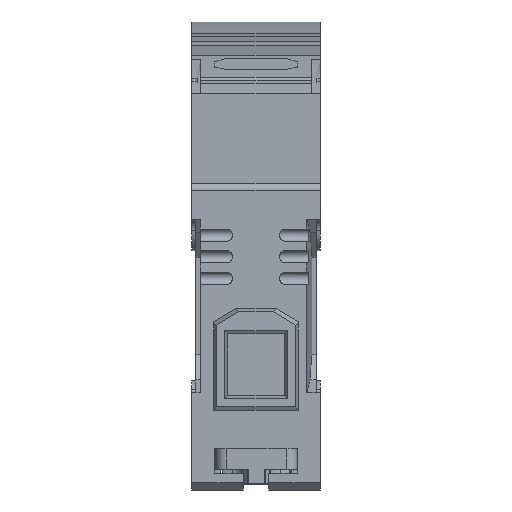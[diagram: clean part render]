
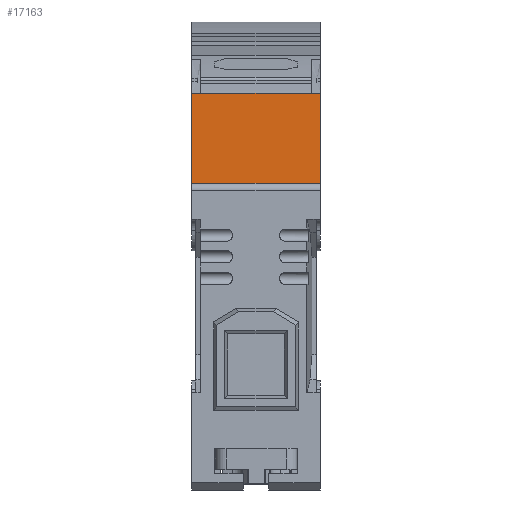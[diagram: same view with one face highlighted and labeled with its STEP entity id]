
A CAD part, front view. The second image highlights one B-rep face of the part: STEP entity #17163.
In plain terms, the highlighted planar face has unit normal (0, -1, 0).
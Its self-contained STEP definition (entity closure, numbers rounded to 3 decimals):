
#835 = CARTESIAN_POINT ( 'NONE',  ( -8.95, -22.5, 49.3 ) ) ;
#1177 = VECTOR ( 'NONE', #10391, 1000. ) ;
#2840 = ORIENTED_EDGE ( 'NONE', *, *, #17336, .T. ) ;
#3501 = VERTEX_POINT ( 'NONE', #23263 ) ;
#4605 = DIRECTION ( 'NONE',  ( -1., 0., 0. ) ) ;
#4797 = EDGE_CURVE ( 'NONE', #3501, #6073, #11374, .T. ) ;
#5370 = FACE_OUTER_BOUND ( 'NONE', #13346, .T. ) ;
#6073 = VERTEX_POINT ( 'NONE', #21370 ) ;
#6679 = ORIENTED_EDGE ( 'NONE', *, *, #25548, .T. ) ;
#7534 = DIRECTION ( 'NONE',  ( 0., 0., -1. ) ) ;
#9574 = VECTOR ( 'NONE', #4605, 1000. ) ;
#10391 = DIRECTION ( 'NONE',  ( 0., 0., 1. ) ) ;
#10574 = CARTESIAN_POINT ( 'NONE',  ( 8.95, -22.5, 49.3 ) ) ;
#11374 = LINE ( 'NONE', #20211, #9574 ) ;
#12561 = VECTOR ( 'NONE', #26755, 1000. ) ;
#13346 = EDGE_LOOP ( 'NONE', ( #14006, #16017, #2840, #6679 ) ) ;
#14006 = ORIENTED_EDGE ( 'NONE', *, *, #21141, .F. ) ;
#16017 = ORIENTED_EDGE ( 'NONE', *, *, #4797, .F. ) ;
#16204 = PLANE ( 'NONE',  #27019 ) ;
#17163 = ADVANCED_FACE ( 'NONE', ( #5370 ), #16204, .T. ) ;
#17336 = EDGE_CURVE ( 'NONE', #3501, #26479, #23422, .T. ) ;
#18951 = CARTESIAN_POINT ( 'NONE',  ( 8.95, -22.5, 36.8 ) ) ;
#20211 = CARTESIAN_POINT ( 'NONE',  ( 8.95, -22.5, 36.8 ) ) ;
#20253 = LINE ( 'NONE', #27328, #12561 ) ;
#20350 = CARTESIAN_POINT ( 'NONE',  ( -8.95, -22.5, 36.8 ) ) ;
#21141 = EDGE_CURVE ( 'NONE', #6073, #23585, #27948, .T. ) ;
#21370 = CARTESIAN_POINT ( 'NONE',  ( -8.95, -22.5, 36.8 ) ) ;
#22575 = DIRECTION ( 'NONE',  ( 0., -1., 0. ) ) ;
#23263 = CARTESIAN_POINT ( 'NONE',  ( 8.95, -22.5, 36.8 ) ) ;
#23422 = LINE ( 'NONE', #18951, #1177 ) ;
#23585 = VERTEX_POINT ( 'NONE', #835 ) ;
#24013 = VECTOR ( 'NONE', #25638, 1000. ) ;
#25548 = EDGE_CURVE ( 'NONE', #26479, #23585, #20253, .T. ) ;
#25638 = DIRECTION ( 'NONE',  ( 0., 0., 1. ) ) ;
#26479 = VERTEX_POINT ( 'NONE', #10574 ) ;
#26755 = DIRECTION ( 'NONE',  ( -1., 0., 0. ) ) ;
#27019 = AXIS2_PLACEMENT_3D ( 'NONE', #27195, #22575, #7534 ) ;
#27195 = CARTESIAN_POINT ( 'NONE',  ( 8.95, -22.5, 36.8 ) ) ;
#27328 = CARTESIAN_POINT ( 'NONE',  ( 8.95, -22.5, 49.3 ) ) ;
#27948 = LINE ( 'NONE', #20350, #24013 ) ;
